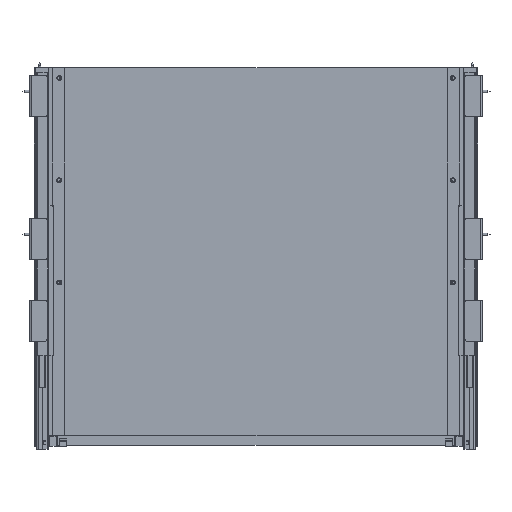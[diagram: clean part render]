
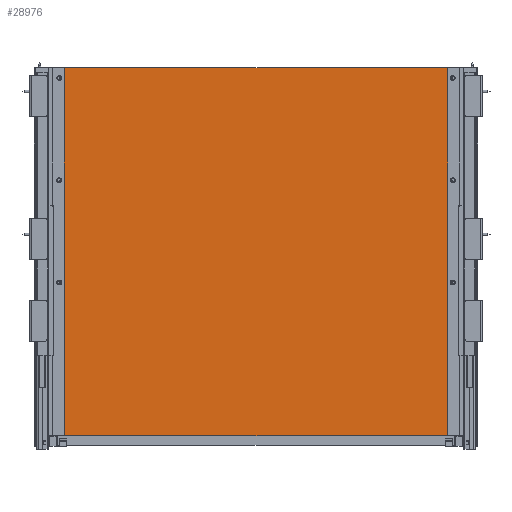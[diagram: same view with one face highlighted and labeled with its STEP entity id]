
A CAD part, front view. The second image highlights one B-rep face of the part: STEP entity #28976.
In plain terms, the highlighted planar face has unit normal (0, -1, 0).
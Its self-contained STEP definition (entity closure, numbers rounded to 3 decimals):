
#2962=FACE_OUTER_BOUND('',#4772,.T.);
#4772=EDGE_LOOP('',(#24973,#24974,#24975,#24976));
#7628=LINE('',#47307,#10818);
#7629=LINE('',#47310,#10819);
#7630=LINE('',#47312,#10820);
#7631=LINE('',#47313,#10821);
#10818=VECTOR('',#37849,10.);
#10819=VECTOR('',#37852,10.);
#10820=VECTOR('',#37853,10.);
#10821=VECTOR('',#37854,10.);
#13745=VERTEX_POINT('',#47300);
#13748=VERTEX_POINT('',#47305);
#13749=VERTEX_POINT('',#47309);
#13750=VERTEX_POINT('',#47311);
#17576=EDGE_CURVE('',#13745,#13748,#7628,.T.);
#17577=EDGE_CURVE('',#13749,#13745,#7629,.T.);
#17578=EDGE_CURVE('',#13750,#13748,#7630,.T.);
#17579=EDGE_CURVE('',#13749,#13750,#7631,.T.);
#24973=ORIENTED_EDGE('',*,*,#17577,.T.);
#24974=ORIENTED_EDGE('',*,*,#17576,.T.);
#24975=ORIENTED_EDGE('',*,*,#17578,.F.);
#24976=ORIENTED_EDGE('',*,*,#17579,.F.);
#27466=PLANE('',#31249);
#28976=ADVANCED_FACE('',(#2962),#27466,.T.);
#31249=AXIS2_PLACEMENT_3D('',#47308,#37850,#37851);
#37849=DIRECTION('',(0.,0.,-1.));
#37850=DIRECTION('center_axis',(0.,-1.,0.));
#37851=DIRECTION('ref_axis',(-1.,0.,0.));
#37852=DIRECTION('',(-1.,0.,0.));
#37853=DIRECTION('',(-1.,0.,0.));
#37854=DIRECTION('',(0.,0.,-1.));
#47300=CARTESIAN_POINT('',(-316.5,22.,11.5));
#47305=CARTESIAN_POINT('',(-316.5,22.,-564.5));
#47307=CARTESIAN_POINT('',(-316.5,22.,11.5));
#47308=CARTESIAN_POINT('Origin',(316.5,22.,11.5));
#47309=CARTESIAN_POINT('',(316.5,22.,11.5));
#47310=CARTESIAN_POINT('',(316.5,22.,11.5));
#47311=CARTESIAN_POINT('',(316.5,22.,-564.5));
#47312=CARTESIAN_POINT('',(316.5,22.,-564.5));
#47313=CARTESIAN_POINT('',(316.5,22.,11.5));
